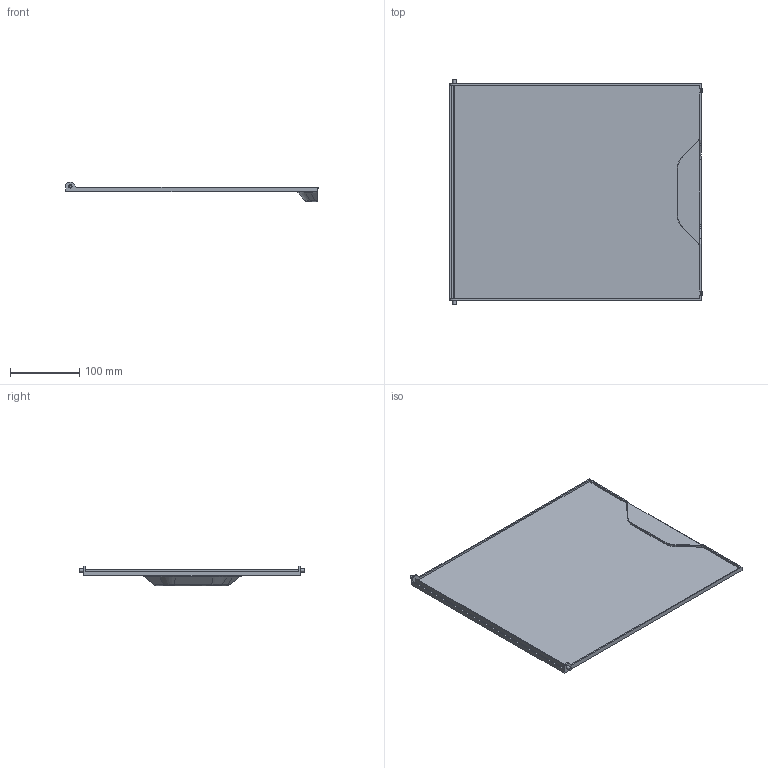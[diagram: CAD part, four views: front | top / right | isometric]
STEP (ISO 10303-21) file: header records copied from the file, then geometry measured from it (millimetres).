
FILE_DESCRIPTION(/* description */ ('','CAx-IF Rec.Pracs.---Representation and Presentation of Product Manufacturing Information (PMI)---4.0---2014-10-13'),/* implementation_level */ '2;1');
FILE_NAME(/* name */ 'Door v2.step',/* time_stamp */ '2024-12-15T16:24:37-05:00',/* author */ (''),/* organization */ (''),/* preprocessor_version */ 'ST-DEVELOPER v20',/* originating_system */ 'Autodesk Translation Framework v13.20.0.188',/* authorisation */ '');
FILE_SCHEMA (('AP242_MANAGED_MODEL_BASED_3D_ENGINEERING_MIM_LF { 1 0 10303 442 1 1 4 }'));
Length unit declared in the file: millimetre
Products named in the file (1): Door
Bounding box: 365.32 x 326.7 x 28.6 mm (x, y, z)
Volume: 363593.7 mm3; surface area: 253965.3 mm2
Topology: 2 solids, 2 shells, 136 faces, 349 edges, 219 vertices
Faces by surface type: plane 84, bspline 32, cylinder 16, torus 2, cone 2
Full cylindrical faces by diameter (mm): 5 x2
Entity records: 4477 total; most frequent: CARTESIAN_POINT 1227, ORIENTED_EDGE 698, DIRECTION 633, EDGE_CURVE 349, LINE 241, VECTOR 241, VERTEX_POINT 219, AXIS2_PLACEMENT_3D 196
